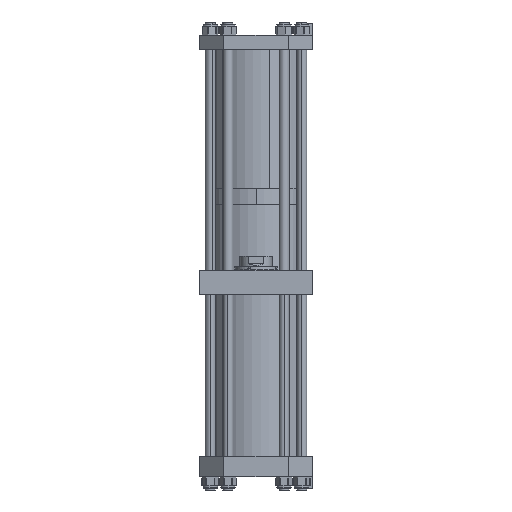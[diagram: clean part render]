
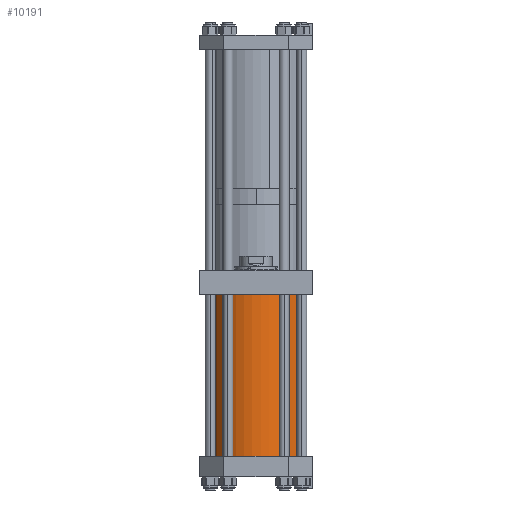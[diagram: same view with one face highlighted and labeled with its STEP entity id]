
A CAD part, left-side view. The second image highlights one B-rep face of the part: STEP entity #10191.
In plain terms, the highlighted cylindrical face has radius 152.4 mm (diameter 304.8 mm), a partial arc.
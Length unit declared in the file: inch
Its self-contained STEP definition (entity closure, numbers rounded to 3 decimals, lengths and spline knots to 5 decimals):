
#701 = VECTOR ( 'NONE', #10646, 39.37008 ) ;
#831 = CARTESIAN_POINT ( 'NONE',  ( -6., 0., 20.188 ) ) ;
#893 = CARTESIAN_POINT ( 'NONE',  ( 6., 0., 20.188 ) ) ;
#1156 = EDGE_LOOP ( 'NONE', ( #9444, #16437, #3359, #17268 ) ) ;
#1512 = DIRECTION ( 'NONE',  ( 0., 0., -1. ) ) ;
#1524 = AXIS2_PLACEMENT_3D ( 'NONE', #17942, #1512, #6012 ) ;
#1612 = CARTESIAN_POINT ( 'NONE',  ( -6., 0., 20.188 ) ) ;
#1699 = EDGE_CURVE ( 'NONE', #15451, #6848, #2483, .T. ) ;
#2483 = CIRCLE ( 'NONE', #7644, 6. ) ;
#3335 = EDGE_CURVE ( 'NONE', #8847, #8054, #12198, .T. ) ;
#3359 = ORIENTED_EDGE ( 'NONE', *, *, #3335, .T. ) ;
#4554 = FACE_OUTER_BOUND ( 'NONE', #1156, .T. ) ;
#5130 = LINE ( 'NONE', #10577, #701 ) ;
#5780 = EDGE_CURVE ( 'NONE', #15451, #8847, #5130, .T. ) ;
#6012 = DIRECTION ( 'NONE',  ( -1., 0., 0. ) ) ;
#6078 = DIRECTION ( 'NONE',  ( 1., 0., 0. ) ) ;
#6276 = DIRECTION ( 'NONE',  ( 0., 0., 1. ) ) ;
#6848 = VERTEX_POINT ( 'NONE', #831 ) ;
#7494 = DIRECTION ( 'NONE',  ( 0., 0., -1. ) ) ;
#7644 = AXIS2_PLACEMENT_3D ( 'NONE', #15776, #11383, #12818 ) ;
#8054 = VERTEX_POINT ( 'NONE', #10049 ) ;
#8847 = VERTEX_POINT ( 'NONE', #14042 ) ;
#9444 = ORIENTED_EDGE ( 'NONE', *, *, #1699, .F. ) ;
#10049 = CARTESIAN_POINT ( 'NONE',  ( -6., 0., 0. ) ) ;
#10191 = ADVANCED_FACE ( 'NONE', ( #4554 ), #13219, .T. ) ;
#10577 = CARTESIAN_POINT ( 'NONE',  ( 6., 0., 20.188 ) ) ;
#10646 = DIRECTION ( 'NONE',  ( 0., 0., -1. ) ) ;
#11383 = DIRECTION ( 'NONE',  ( 0., 0., 1. ) ) ;
#11687 = AXIS2_PLACEMENT_3D ( 'NONE', #12232, #6276, #6078 ) ;
#12198 = CIRCLE ( 'NONE', #11687, 6. ) ;
#12232 = CARTESIAN_POINT ( 'NONE',  ( 0., 0., 0. ) ) ;
#12818 = DIRECTION ( 'NONE',  ( 1., 0., 0. ) ) ;
#13219 = CYLINDRICAL_SURFACE ( 'NONE', #1524, 6. ) ;
#14042 = CARTESIAN_POINT ( 'NONE',  ( 6., 0., 0. ) ) ;
#14707 = EDGE_CURVE ( 'NONE', #6848, #8054, #19069, .T. ) ;
#15451 = VERTEX_POINT ( 'NONE', #893 ) ;
#15776 = CARTESIAN_POINT ( 'NONE',  ( 0., 0., 20.188 ) ) ;
#16437 = ORIENTED_EDGE ( 'NONE', *, *, #5780, .T. ) ;
#17268 = ORIENTED_EDGE ( 'NONE', *, *, #14707, .F. ) ;
#17666 = VECTOR ( 'NONE', #7494, 39.37008 ) ;
#17942 = CARTESIAN_POINT ( 'NONE',  ( 0., 0., 20.188 ) ) ;
#19069 = LINE ( 'NONE', #1612, #17666 ) ;
